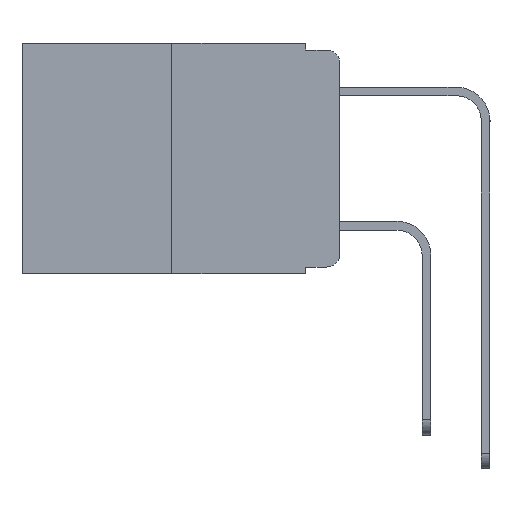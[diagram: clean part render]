
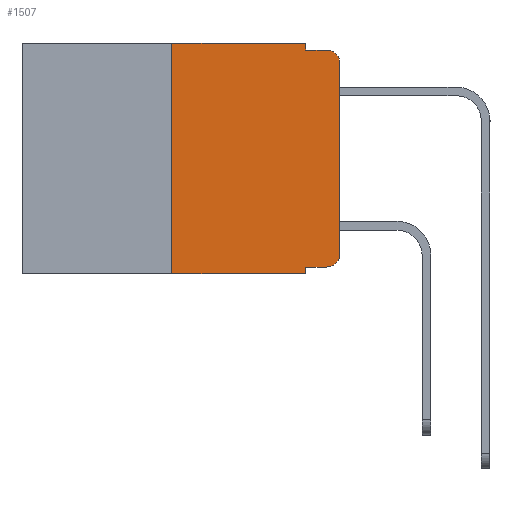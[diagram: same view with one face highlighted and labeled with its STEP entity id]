
A CAD part, left-side view. The second image highlights one B-rep face of the part: STEP entity #1507.
In plain terms, the highlighted planar face has unit normal (-1, 0, 0).
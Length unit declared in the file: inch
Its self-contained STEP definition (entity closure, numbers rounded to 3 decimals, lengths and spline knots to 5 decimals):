
#257 = DIRECTION ( 'NONE',  ( 0., -1., 0. ) ) ;
#343 = LINE ( 'NONE', #15129, #15727 ) ;
#472 = DIRECTION ( 'NONE',  ( 0., 0., -1. ) ) ;
#824 = VECTOR ( 'NONE', #257, 39.37008 ) ;
#993 = CIRCLE ( 'NONE', #10727, 0.02 ) ;
#1040 = EDGE_CURVE ( 'NONE', #15267, #18148, #13698, .T. ) ;
#1100 = CARTESIAN_POINT ( 'NONE',  ( 0., 0.02, -0.333 ) ) ;
#1444 = EDGE_CURVE ( 'NONE', #15029, #14242, #3246, .T. ) ;
#1507 = ADVANCED_FACE ( 'NONE', ( #15619 ), #12946, .F. ) ;
#1907 = CARTESIAN_POINT ( 'NONE',  ( 0., 0.051, -0.01 ) ) ;
#2044 = CARTESIAN_POINT ( 'NONE',  ( 0., 0.051, 0. ) ) ;
#2143 = CARTESIAN_POINT ( 'NONE',  ( 0., 0.473, 0. ) ) ;
#2492 = DIRECTION ( 'NONE',  ( -1., 0., 0. ) ) ;
#2558 = CARTESIAN_POINT ( 'NONE',  ( 0., 0.051, 0. ) ) ;
#2708 = CARTESIAN_POINT ( 'NONE',  ( 0., 0., -0.03 ) ) ;
#3103 = AXIS2_PLACEMENT_3D ( 'NONE', #11131, #2492, #12532 ) ;
#3246 = LINE ( 'NONE', #12176, #17734 ) ;
#4293 = VECTOR ( 'NONE', #12852, 39.37008 ) ;
#4950 = CARTESIAN_POINT ( 'NONE',  ( 0., 0.02, -0.313 ) ) ;
#5335 = DIRECTION ( 'NONE',  ( 0., -1., 0. ) ) ;
#5659 = LINE ( 'NONE', #6176, #4293 ) ;
#5695 = EDGE_CURVE ( 'NONE', #9205, #10118, #5659, .T. ) ;
#5988 = VERTEX_POINT ( 'NONE', #17214 ) ;
#6176 = CARTESIAN_POINT ( 'NONE',  ( 0., 0., 0. ) ) ;
#6188 = EDGE_LOOP ( 'NONE', ( #14075, #16810, #18046, #10982, #16403, #8924, #17889, #10182, #9339, #17620 ) ) ;
#6399 = DIRECTION ( 'NONE',  ( 0., 0., -1. ) ) ;
#6628 = CARTESIAN_POINT ( 'NONE',  ( 0., 0.25, 0. ) ) ;
#6736 = VECTOR ( 'NONE', #10731, 39.37008 ) ;
#7190 = LINE ( 'NONE', #2044, #6736 ) ;
#7481 = EDGE_CURVE ( 'NONE', #15029, #7516, #7190, .T. ) ;
#7516 = VERTEX_POINT ( 'NONE', #9401 ) ;
#8652 = VECTOR ( 'NONE', #12223, 39.37008 ) ;
#8695 = VECTOR ( 'NONE', #13137, 39.37008 ) ;
#8756 = EDGE_CURVE ( 'NONE', #14242, #9205, #993, .T. ) ;
#8924 = ORIENTED_EDGE ( 'NONE', *, *, #1040, .F. ) ;
#9169 = CARTESIAN_POINT ( 'NONE',  ( 0., 0.25, -0.343 ) ) ;
#9205 = VERTEX_POINT ( 'NONE', #12079 ) ;
#9339 = ORIENTED_EDGE ( 'NONE', *, *, #1444, .T. ) ;
#9401 = CARTESIAN_POINT ( 'NONE',  ( 0., 0.051, -0.343 ) ) ;
#9674 = LINE ( 'NONE', #2558, #12492 ) ;
#10118 = VERTEX_POINT ( 'NONE', #2708 ) ;
#10182 = ORIENTED_EDGE ( 'NONE', *, *, #7481, .F. ) ;
#10727 = AXIS2_PLACEMENT_3D ( 'NONE', #4950, #14756, #6399 ) ;
#10731 = DIRECTION ( 'NONE',  ( 0., 0., -1. ) ) ;
#10982 = ORIENTED_EDGE ( 'NONE', *, *, #12964, .F. ) ;
#11060 = DIRECTION ( 'NONE',  ( 1., 0., 0. ) ) ;
#11131 = CARTESIAN_POINT ( 'NONE',  ( 0., 0.02, -0.03 ) ) ;
#11153 = DIRECTION ( 'NONE',  ( 0., -1., 0. ) ) ;
#11664 = CARTESIAN_POINT ( 'NONE',  ( 0., 0.25, 0. ) ) ;
#11927 = LINE ( 'NONE', #2143, #8652 ) ;
#12053 = EDGE_CURVE ( 'NONE', #15267, #7516, #343, .T. ) ;
#12079 = CARTESIAN_POINT ( 'NONE',  ( 0., 0., -0.313 ) ) ;
#12176 = CARTESIAN_POINT ( 'NONE',  ( 0., 0.051, -0.333 ) ) ;
#12223 = DIRECTION ( 'NONE',  ( 0., -1., 0. ) ) ;
#12492 = VECTOR ( 'NONE', #16729, 39.37008 ) ;
#12532 = DIRECTION ( 'NONE',  ( 0., 0., -1. ) ) ;
#12852 = DIRECTION ( 'NONE',  ( 0., 0., 1. ) ) ;
#12879 = LINE ( 'NONE', #1907, #824 ) ;
#12946 = PLANE ( 'NONE',  #14459 ) ;
#12964 = EDGE_CURVE ( 'NONE', #14110, #17306, #9674, .T. ) ;
#13137 = DIRECTION ( 'NONE',  ( 0., 0., 1. ) ) ;
#13380 = CARTESIAN_POINT ( 'NONE',  ( 0., 0.051, -0.01 ) ) ;
#13698 = LINE ( 'NONE', #11664, #8695 ) ;
#13898 = EDGE_CURVE ( 'NONE', #17306, #5988, #12879, .T. ) ;
#14075 = ORIENTED_EDGE ( 'NONE', *, *, #5695, .T. ) ;
#14110 = VERTEX_POINT ( 'NONE', #16579 ) ;
#14242 = VERTEX_POINT ( 'NONE', #1100 ) ;
#14281 = CARTESIAN_POINT ( 'NONE',  ( 0., 0.051, -0.333 ) ) ;
#14459 = AXIS2_PLACEMENT_3D ( 'NONE', #17972, #11060, #472 ) ;
#14756 = DIRECTION ( 'NONE',  ( -1., 0., 0. ) ) ;
#14822 = EDGE_CURVE ( 'NONE', #10118, #5988, #16516, .T. ) ;
#15029 = VERTEX_POINT ( 'NONE', #14281 ) ;
#15129 = CARTESIAN_POINT ( 'NONE',  ( 0., 0.473, -0.343 ) ) ;
#15267 = VERTEX_POINT ( 'NONE', #9169 ) ;
#15619 = FACE_OUTER_BOUND ( 'NONE', #6188, .T. ) ;
#15727 = VECTOR ( 'NONE', #5335, 39.37008 ) ;
#16403 = ORIENTED_EDGE ( 'NONE', *, *, #17421, .F. ) ;
#16516 = CIRCLE ( 'NONE', #3103, 0.02 ) ;
#16579 = CARTESIAN_POINT ( 'NONE',  ( 0., 0.051, 0. ) ) ;
#16729 = DIRECTION ( 'NONE',  ( 0., 0., -1. ) ) ;
#16810 = ORIENTED_EDGE ( 'NONE', *, *, #14822, .T. ) ;
#17214 = CARTESIAN_POINT ( 'NONE',  ( 0., 0.02, -0.01 ) ) ;
#17306 = VERTEX_POINT ( 'NONE', #13380 ) ;
#17421 = EDGE_CURVE ( 'NONE', #18148, #14110, #11927, .T. ) ;
#17620 = ORIENTED_EDGE ( 'NONE', *, *, #8756, .T. ) ;
#17734 = VECTOR ( 'NONE', #11153, 39.37008 ) ;
#17889 = ORIENTED_EDGE ( 'NONE', *, *, #12053, .T. ) ;
#17972 = CARTESIAN_POINT ( 'NONE',  ( 0., 0.473, 0. ) ) ;
#18046 = ORIENTED_EDGE ( 'NONE', *, *, #13898, .F. ) ;
#18148 = VERTEX_POINT ( 'NONE', #6628 ) ;
